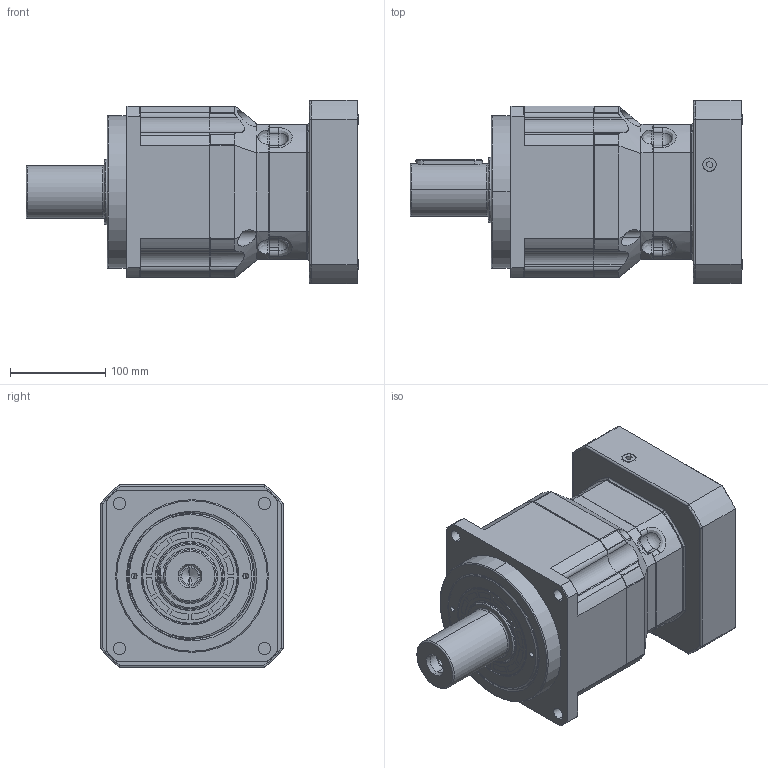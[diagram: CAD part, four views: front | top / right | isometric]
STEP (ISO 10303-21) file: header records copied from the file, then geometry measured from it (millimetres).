
FILE_DESCRIPTION (( 'STEP AP203' ), '1' );
FILE_NAME ('FAB180M1-L2-S2-38-180-215-M12-82.STEP', '2022-03-22T09:37:05', ( 'User' ), ( 'China' ), 'SwSTEP 2.0', 'SolidWorks 2020', '' );
FILE_SCHEMA (( 'CONFIG_CONTROL_DESIGN' ));
Length unit declared in the file: millimetre
Products named in the file (14): M10-20樓粟菜; 输出内齿圈壳体FAB180; 输入法兰FAB142M1-180-54-M12; 踡隅蹟隊M16x12_1; 一级内齿圈壳体FAB142正确; 隅弇覃淕杶FAB180D; 输入轴锁紧环44X79X18(加螺丝); 输入轴FAB142M1-38; 怀堤俴陎殤FAB180D; 蚐猾70X100X10; A倰す瑩16X70; M8-16樓粟菜; 输入端壳体FAB142M1; FAB180M1-L2-S2-38-180-215-M12-82
Assembly tree (25 placements, depth 2):
  FAB180M1-L2-S2-38-180-215-M12-82
    输出内齿圈壳体FAB180
    隅弇覃淕杶FAB180D
    蚐猾70X100X10
    怀堤俴陎殤FAB180D
    A倰す瑩16X70
    M10-20樓粟菜  x10
    一级内齿圈壳体FAB142正确
    M8-16樓粟菜  x4
    输入端壳体FAB142M1
    输入法兰FAB142M1-180-54-M12
    输入轴FAB142M1-38
    输入轴锁紧环44X79X18(加螺丝)
    踡隅蹟隊M16x12_1
Bounding box: 348 x 192 x 192 mm (x, y, z)
Volume: 6075832.9 mm3; surface area: 597336.6 mm2
Topology: 12 solids, 40 shells, 1160 faces, 2837 edges, 1789 vertices
Faces by surface type: cylinder 484, plane 392, cone 172, torus 82, bspline 26, sphere 4
Entity records: 29783 total; most frequent: CARTESIAN_POINT 8387, DIRECTION 4331, ORIENTED_EDGE 3934, EDGE_CURVE 1975, AXIS2_PLACEMENT_3D 1763, VERTEX_POINT 1261, EDGE_LOOP 956, CIRCLE 930
